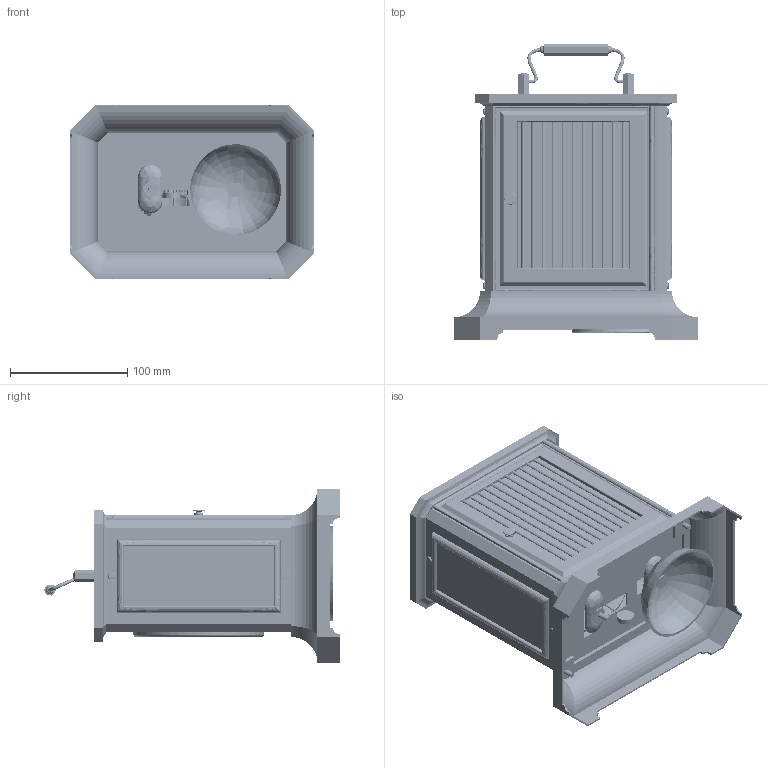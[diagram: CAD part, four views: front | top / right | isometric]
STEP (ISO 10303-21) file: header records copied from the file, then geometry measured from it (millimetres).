
FILE_DESCRIPTION(('FreeCAD Model'),'2;1');
FILE_NAME('Open CASCADE Shape Model','2025-05-04T07:14:28',('FreeCAD'),( 'FreeCAD'),'Open CASCADE STEP processor 7.6','FreeCAD','Unknown');
FILE_SCHEMA(('AUTOMOTIVE_DESIGN { 1 0 10303 214 1 1 1 1 }'));
Products named in the file (1): Open CASCADE STEP translator 7.6 1
Bounding box: 208.59 x 252.89 x 149 mm (x, y, z)
Volume: 409250.1 mm3; surface area: 593150.3 mm2
Topology: 208 solids, 208 shells, 10505 faces, 28703 edges, 18854 vertices
Faces by surface type: bspline 10505
Entity records: 339134 total; most frequent: CARTESIAN_POINT 176327, ORIENTED_EDGE 57284, EDGE_CURVE 28642, VERTEX_POINT 18854, B_SPLINE_CURVE_WITH_KNOTS 18664, FACE_BOUND 11639, EDGE_LOOP 11639, ADVANCED_FACE 10505
